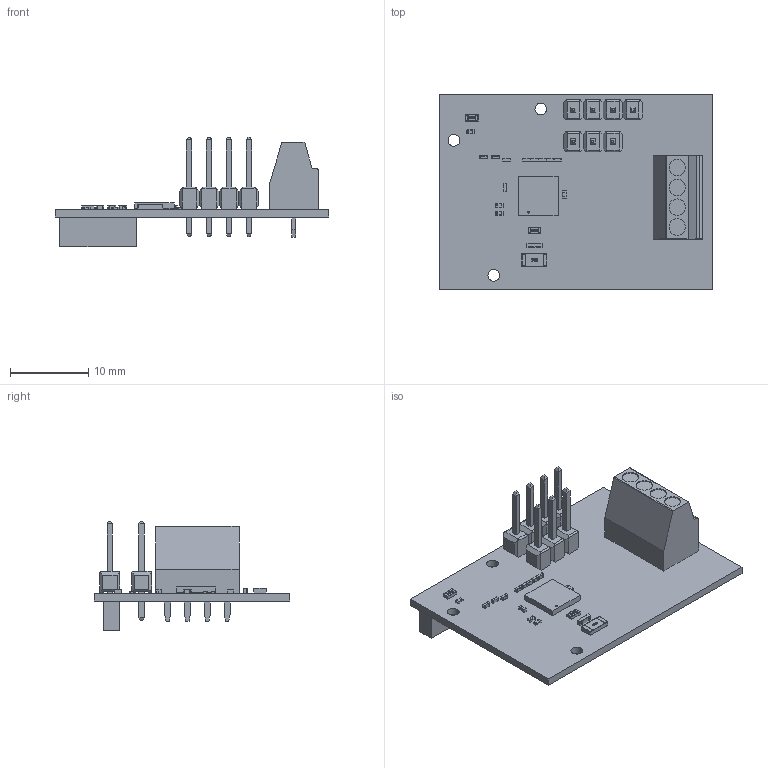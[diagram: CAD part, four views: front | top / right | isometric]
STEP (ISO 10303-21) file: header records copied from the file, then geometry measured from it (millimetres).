
FILE_DESCRIPTION(/* description */ ('PCB Design'),/* implementation_level */ '2;1');
FILE_NAME(/* name */ 'RAK12022_VA_2021_1126_1_3D',/* time_stamp */ '2022-06-07T15:31:26+08:00',/* author */ (''),/* organization */ (''),/* preprocessor_version */ 'ST-DEVELOPER v16',/* originating_system */ 'allegro_17.4S012',/* authorisation */ '');
FILE_SCHEMA (('AUTOMOTIVE_DESIGN { 1 0 10303 214 3 1 1 }'));
Length unit declared in the file: millimetre
Products named in the file (26): RAK12022_VA_2021_1126_1_3D; BOARD_OUTLINE; COMPONENTS; SR1206; SR0402; PH254-115-04; 2_54-04P; TQFN-20-5X5; BTB40_2X20_4MM_M; SIP-3P; SR0603; SR0805; SC0402; User Library-SMD RESISTOR-1; RES-SM-CHIP; pin; User Library-1x4 TH Pitch 2_54mm; holder; DG308-2_54-04P-14-00A_H_; product; User Library-1x3 TH Pitch 2_54mm; User Library-Rchip; RES-SM-CHIP-0805[2012]; CAP-SM-MLCC-0402[1005]
Assembly tree (42 placements, depth 5):
  RAK12022_VA_2021_1126_1_3D
    BOARD_OUTLINE
    COMPONENTS
      SR1206
        User Library-SMD RESISTOR-1
      SR0402  x9
        RES-SM-CHIP
      PH254-115-04
        User Library-1x4 TH Pitch 2_54mm
          holder
          pin  x4
      2_54-04P
        DG308-2_54-04P-14-00A_H_
      TQFN-20-5X5
        product
      BTB40_2X20_4MM_M
      SIP-3P
        User Library-1x3 TH Pitch 2_54mm
          holder
          pin  x3
      SR0603  x2
        User Library-Rchip
      SR0805
        RES-SM-CHIP-0805[2012]
      SC0402  x4
        CAP-SM-MLCC-0402[1005]
Bounding box: 35 x 25 x 14.01 mm (x, y, z)
Volume: 630 mm3; surface area: 3154 mm2
Topology: 59 solids, 61 shells, 1849 faces, 4345 edges, 2570 vertices
Faces by surface type: plane 949, cylinder 510, bspline 198, torus 192
Full cylindrical faces by diameter (mm): 0.25 x1
Entity records: 34057 total; most frequent: CARTESIAN_POINT 9912, ORIENTED_EDGE 4192, DIRECTION 3649, EDGE_CURVE 2112, VECTOR 1558, LINE 1558, VERTEX_POINT 1354, AXIS2_PLACEMENT_3D 1171
